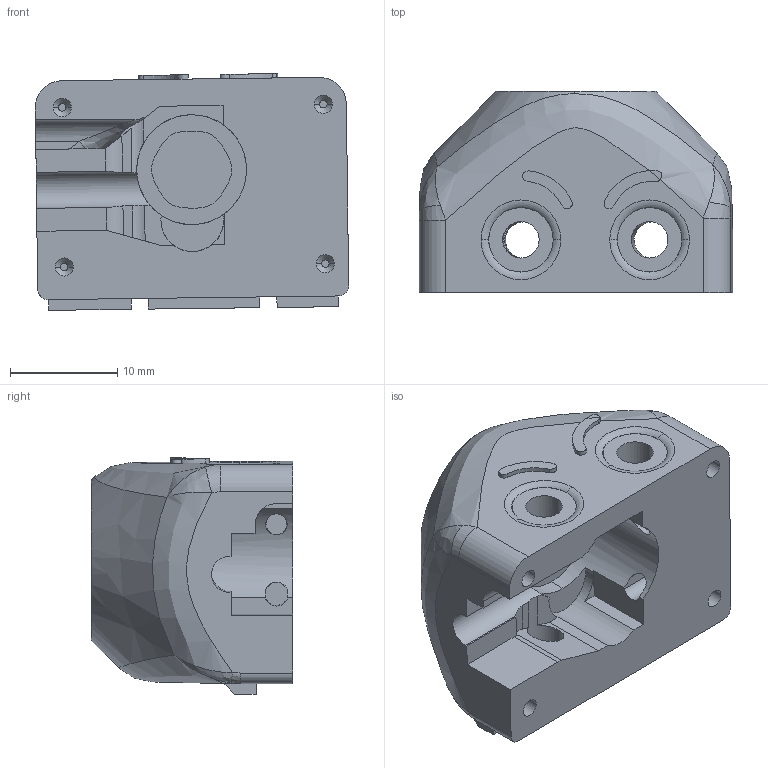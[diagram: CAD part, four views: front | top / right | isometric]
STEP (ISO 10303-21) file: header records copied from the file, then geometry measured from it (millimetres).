
FILE_DESCRIPTION (( 'STEP AP214' ), '1' );
FILE_NAME ('z_endstop_body_short_8mmOD_bearing_130mm_bed.STEP', '2021-09-18T07:51:58', ( '' ), ( '' ), 'SwSTEP 2.0', 'SolidWorks 2021', '' );
FILE_SCHEMA (( 'AUTOMOTIVE_DESIGN' ));
Length unit declared in the file: millimetre
Products named in the file (1): z_endstop_body_short_8mmOD_bearing_130mm_bed
Bounding box: 29.21 x 18.75 x 22.07 mm (x, y, z)
Volume: 6859 mm3; surface area: 3644.7 mm2
Topology: 1 solids, 1 shells, 140 faces, 364 edges, 228 vertices
Faces by surface type: plane 57, bspline 36, cylinder 31, cone 12, torus 4
Entity records: 9165 total; most frequent: CARTESIAN_POINT 6003, ORIENTED_EDGE 720, DIRECTION 553, EDGE_CURVE 360, VERTEX_POINT 228, AXIS2_PLACEMENT_3D 199, VECTOR 155, LINE 155
